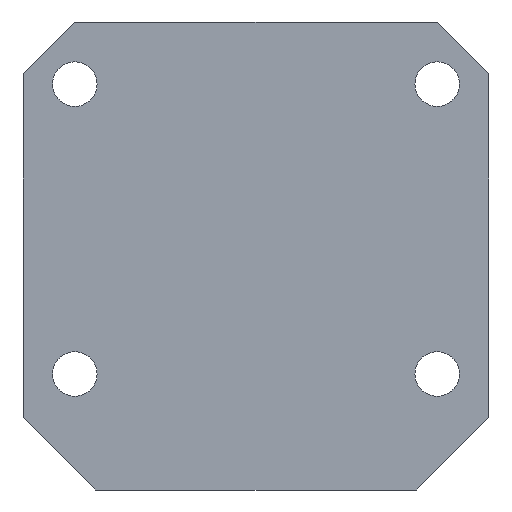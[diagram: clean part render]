
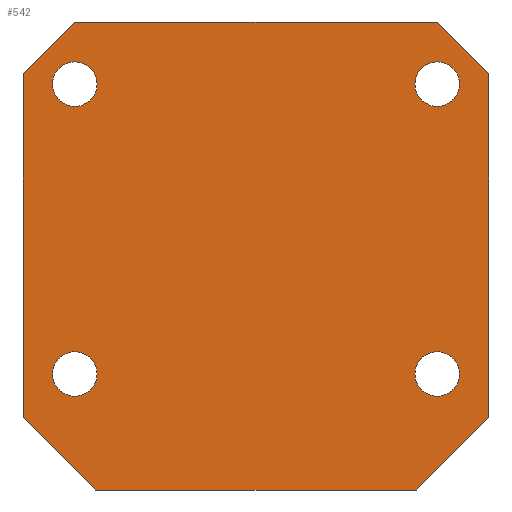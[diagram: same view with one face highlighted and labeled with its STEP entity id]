
A CAD part, left-side view. The second image highlights one B-rep face of the part: STEP entity #542.
In plain terms, the highlighted planar face has unit normal (-1, 0, 0).
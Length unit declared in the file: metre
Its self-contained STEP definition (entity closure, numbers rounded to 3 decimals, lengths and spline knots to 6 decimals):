
#14=LINE('',#860,#38);
#18=LINE('',#873,#42);
#24=LINE('',#889,#48);
#26=LINE('',#895,#50);
#30=LINE('',#912,#54);
#31=LINE('',#913,#55);
#32=LINE('',#914,#56);
#33=LINE('',#915,#57);
#38=VECTOR('',#686,1.);
#42=VECTOR('',#696,1.);
#48=VECTOR('',#706,1.);
#50=VECTOR('',#712,1.);
#54=VECTOR('',#726,1.);
#55=VECTOR('',#727,1.);
#56=VECTOR('',#728,1.);
#57=VECTOR('',#729,1.);
#67=PLANE('',#605);
#90=CIRCLE('',#606,0.00215);
#91=CIRCLE('',#607,0.00215);
#92=CIRCLE('',#608,0.00215);
#93=CIRCLE('',#609,0.00215);
#142=ORIENTED_EDGE('',*,*,#264,.F.);
#143=ORIENTED_EDGE('',*,*,#265,.F.);
#144=ORIENTED_EDGE('',*,*,#266,.F.);
#145=ORIENTED_EDGE('',*,*,#267,.F.);
#146=ORIENTED_EDGE('',*,*,#257,.F.);
#147=ORIENTED_EDGE('',*,*,#268,.T.);
#148=ORIENTED_EDGE('',*,*,#250,.F.);
#149=ORIENTED_EDGE('',*,*,#269,.T.);
#150=ORIENTED_EDGE('',*,*,#244,.T.);
#151=ORIENTED_EDGE('',*,*,#270,.T.);
#152=ORIENTED_EDGE('',*,*,#260,.T.);
#153=ORIENTED_EDGE('',*,*,#271,.T.);
#244=EDGE_CURVE('',#305,#306,#14,.T.);
#250=EDGE_CURVE('',#311,#312,#18,.T.);
#257=EDGE_CURVE('',#318,#319,#24,.T.);
#260=EDGE_CURVE('',#321,#322,#26,.T.);
#264=EDGE_CURVE('',#325,#325,#90,.F.);
#265=EDGE_CURVE('',#326,#326,#91,.F.);
#266=EDGE_CURVE('',#327,#327,#92,.F.);
#267=EDGE_CURVE('',#328,#328,#93,.F.);
#268=EDGE_CURVE('',#318,#312,#30,.F.);
#269=EDGE_CURVE('',#311,#305,#31,.T.);
#270=EDGE_CURVE('',#306,#321,#32,.F.);
#271=EDGE_CURVE('',#322,#319,#33,.T.);
#305=VERTEX_POINT('',#861);
#306=VERTEX_POINT('',#862);
#311=VERTEX_POINT('',#874);
#312=VERTEX_POINT('',#875);
#318=VERTEX_POINT('',#888);
#319=VERTEX_POINT('',#890);
#321=VERTEX_POINT('',#896);
#322=VERTEX_POINT('',#897);
#325=VERTEX_POINT('',#905);
#326=VERTEX_POINT('',#907);
#327=VERTEX_POINT('',#909);
#328=VERTEX_POINT('',#911);
#369=EDGE_LOOP('',(#142));
#370=EDGE_LOOP('',(#143));
#371=EDGE_LOOP('',(#144));
#372=EDGE_LOOP('',(#145));
#373=EDGE_LOOP('',(#146,#147,#148,#149,#150,#151,#152,#153));
#451=FACE_BOUND('',#369,.T.);
#452=FACE_BOUND('',#370,.T.);
#453=FACE_BOUND('',#371,.T.);
#454=FACE_BOUND('',#372,.T.);
#455=FACE_BOUND('',#373,.T.);
#542=ADVANCED_FACE('',(#451,#452,#453,#454,#455),#67,.F.);
#605=AXIS2_PLACEMENT_3D('',#903,#716,#717);
#606=AXIS2_PLACEMENT_3D('',#904,#718,#719);
#607=AXIS2_PLACEMENT_3D('',#906,#720,#721);
#608=AXIS2_PLACEMENT_3D('',#908,#722,#723);
#609=AXIS2_PLACEMENT_3D('',#910,#724,#725);
#686=DIRECTION('',(0.,0.,1.));
#696=DIRECTION('',(0.,1.,0.));
#706=DIRECTION('',(0.,0.,1.));
#712=DIRECTION('',(0.,1.,0.));
#716=DIRECTION('',(1.,0.,0.));
#717=DIRECTION('',(0.,1.,0.));
#718=DIRECTION('',(1.,0.,0.));
#719=DIRECTION('',(0.,0.,-1.));
#720=DIRECTION('',(1.,0.,0.));
#721=DIRECTION('',(0.,0.,-1.));
#722=DIRECTION('',(1.,0.,0.));
#723=DIRECTION('',(0.,0.,-1.));
#724=DIRECTION('',(1.,0.,0.));
#725=DIRECTION('',(0.,0.,-1.));
#726=DIRECTION('',(0.,0.707,0.707));
#727=DIRECTION('',(0.,-0.707,0.707));
#728=DIRECTION('',(0.,-0.707,-0.707));
#729=DIRECTION('',(0.,0.707,-0.707));
#860=CARTESIAN_POINT('',(-0.025,-0.0225,0.));
#861=CARTESIAN_POINT('',(-0.025,-0.0225,-0.0182));
#862=CARTESIAN_POINT('',(-0.025,-0.0225,0.015));
#873=CARTESIAN_POINT('',(-0.025,0.,-0.0252));
#874=CARTESIAN_POINT('',(-0.025,-0.0155,-0.0252));
#875=CARTESIAN_POINT('',(-0.025,0.0155,-0.0252));
#888=CARTESIAN_POINT('',(-0.025,0.0225,-0.0182));
#889=CARTESIAN_POINT('',(-0.025,0.0225,0.));
#890=CARTESIAN_POINT('',(-0.025,0.0225,0.015));
#895=CARTESIAN_POINT('',(-0.025,0.,0.02));
#896=CARTESIAN_POINT('',(-0.025,-0.0175,0.02));
#897=CARTESIAN_POINT('',(-0.025,0.0175,0.02));
#903=CARTESIAN_POINT('',(-0.025,0.,0.));
#904=CARTESIAN_POINT('',(-0.025,0.0175,-0.014));
#905=CARTESIAN_POINT('',(-0.025,0.0175,-0.01615));
#906=CARTESIAN_POINT('',(-0.025,-0.0175,-0.014));
#907=CARTESIAN_POINT('',(-0.025,-0.0175,-0.01615));
#908=CARTESIAN_POINT('',(-0.025,-0.0175,0.014));
#909=CARTESIAN_POINT('',(-0.025,-0.0175,0.01185));
#910=CARTESIAN_POINT('',(-0.025,0.0175,0.014));
#911=CARTESIAN_POINT('',(-0.025,0.0175,0.01185));
#912=CARTESIAN_POINT('',(-0.025,0.0155,-0.0252));
#913=CARTESIAN_POINT('',(-0.025,-0.0225,-0.0182));
#914=CARTESIAN_POINT('',(-0.025,-0.0175,0.02));
#915=CARTESIAN_POINT('',(-0.025,0.0225,0.015));
